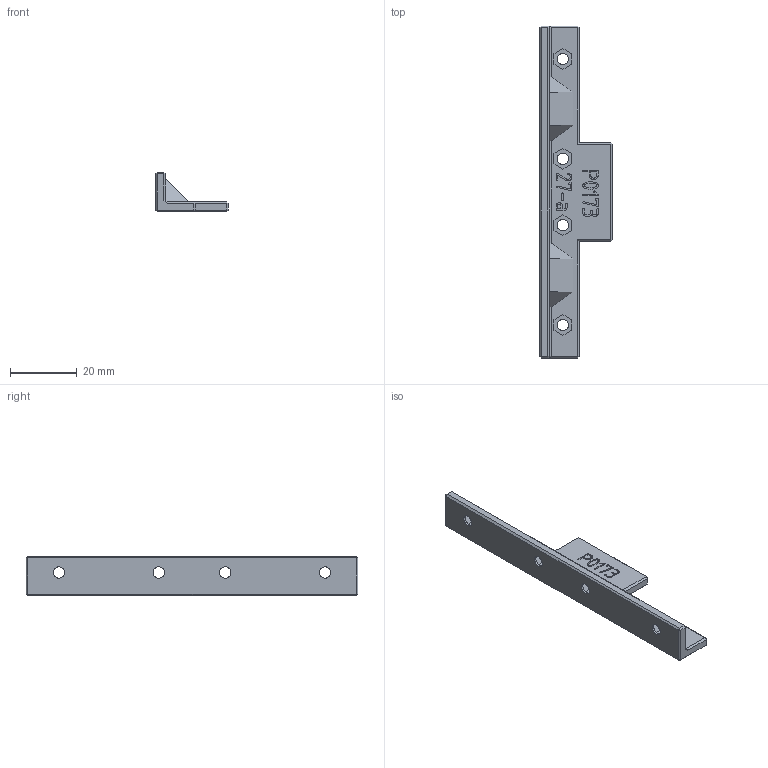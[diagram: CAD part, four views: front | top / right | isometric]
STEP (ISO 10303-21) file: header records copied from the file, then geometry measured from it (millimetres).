
FILE_DESCRIPTION(('FreeCAD Model'),'2;1');
FILE_NAME('Open CASCADE Shape Model','2024-09-04T09:33:31',(''),(''), 'Open CASCADE STEP processor 7.8','FreeCAD','Unknown');
FILE_SCHEMA(('AUTOMOTIVE_DESIGN { 1 0 10303 214 1 1 1 1 }'));
Length unit declared in the file: millimetre
Products named in the file (1): P0173-27-a_Kante_eine_Lasche_25
Bounding box: 21.9 x 99.8 x 11.9 mm (x, y, z)
Volume: 7158.1 mm3; surface area: 5578.3 mm2
Topology: 1 solids, 1 shells, 300 faces, 784 edges, 506 vertices
Faces by surface type: plane 163, extrusion 129, cylinder 8
Full cylindrical faces by diameter (mm): 3.4 x8
Entity records: 19480 total; most frequent: CARTESIAN_POINT 4473, DIRECTION 2321, VECTOR 1933, LINE 1804, ORIENTED_EDGE 1568, PCURVE 1568, DEFINITIONAL_REPRESENTATION 1568, EDGE_CURVE 784
